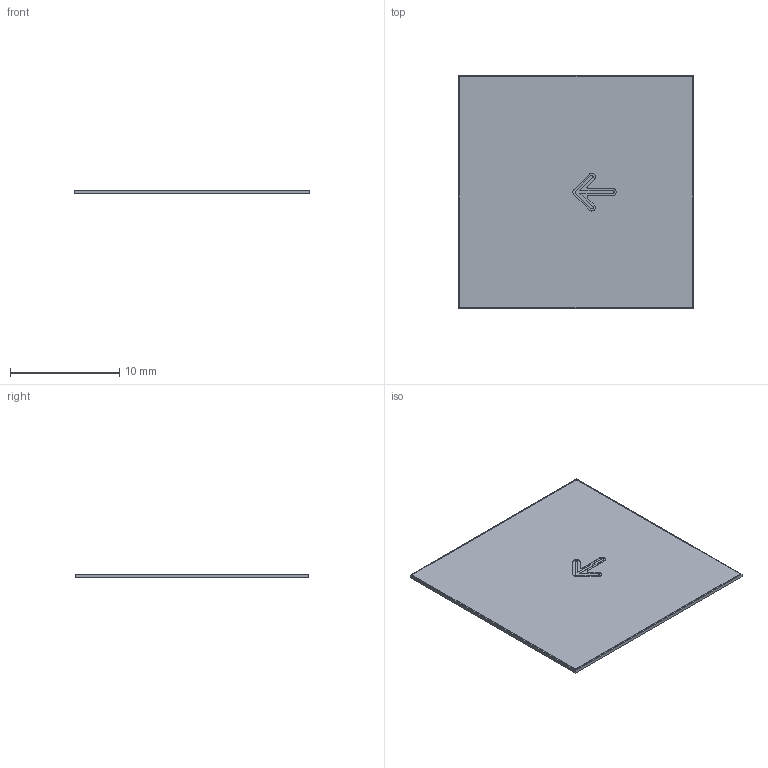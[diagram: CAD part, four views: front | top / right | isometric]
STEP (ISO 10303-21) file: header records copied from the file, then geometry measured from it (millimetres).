
FILE_DESCRIPTION(('FreeCAD Model'),'2;1');
FILE_NAME('Open CASCADE Shape Model','2022-05-02T11:57:39',('Author'),( ''),'Open CASCADE STEP processor 7.5','FreeCAD','Unknown');
FILE_SCHEMA(('AUTOMOTIVE_DESIGN { 1 0 10303 214 1 1 1 1 }'));
Length unit declared in the file: millimetre
Products named in the file (3): kicad_fcad; board_solid; copper_solid#F.Cu
Assembly tree (2 placements, depth 2):
  kicad_fcad
    board_solid
    copper_solid#F.Cu
Bounding box: 21.6 x 21.4 x 0.34 mm (x, y, z)
Volume: 154.4 mm3; surface area: 1851.3 mm2
Topology: 3 solids, 3 shells, 97 faces, 273 edges, 182 vertices
Faces by surface type: plane 85, cylinder 12
Entity records: 6784 total; most frequent: CARTESIAN_POINT 1233, DIRECTION 1021, LINE 771, VECTOR 771, ORIENTED_EDGE 546, PCURVE 546, DEFINITIONAL_REPRESENTATION 546, EDGE_CURVE 273
